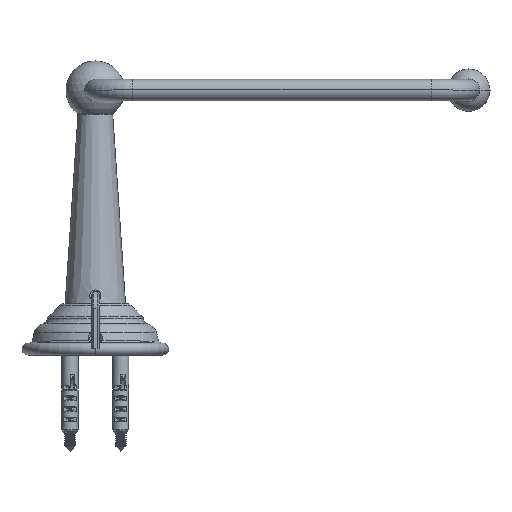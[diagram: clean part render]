
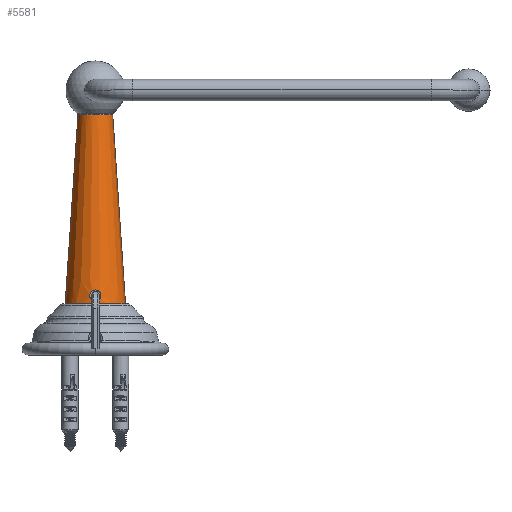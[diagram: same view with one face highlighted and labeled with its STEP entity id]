
A CAD part, top view. The second image highlights one B-rep face of the part: STEP entity #5581.
In plain terms, the highlighted conical face has half-angle 3.873 degrees and reference radius 8.934 mm.
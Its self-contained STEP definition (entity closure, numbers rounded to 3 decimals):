
#5012=CARTESIAN_POINT('',(0.,8.4,11.254));
#5013=CARTESIAN_POINT('',(-0.168,8.4,11.254));
#5014=CARTESIAN_POINT('',(-0.504,8.441,
11.244));
#5015=CARTESIAN_POINT('',(-0.978,8.619,
11.2));
#5016=CARTESIAN_POINT('',(-1.402,8.909,11.134));
#5017=CARTESIAN_POINT('',(-1.745,9.295,11.058));
#5018=CARTESIAN_POINT('',(-1.982,9.745,10.987));
#5019=CARTESIAN_POINT('',(-2.106,10.25,10.928));
#5020=CARTESIAN_POINT('',(-2.105,10.753,10.894));
#5021=CARTESIAN_POINT('',(-1.982,11.254,10.883));
#5022=CARTESIAN_POINT('',(-1.75,11.697,10.893));
#5023=CARTESIAN_POINT('',(-1.409,12.085,10.917));
#5024=CARTESIAN_POINT('',(-0.992,12.374,
10.944));
#5025=CARTESIAN_POINT('',(-0.51,12.559,
10.965));
#5026=CARTESIAN_POINT('',(-0.17,12.6,10.97));
#5027=CARTESIAN_POINT('',(0.,12.6,10.97));
#5029=CARTESIAN_POINT('',(0.,12.6,10.97));
#5030=CARTESIAN_POINT('',(0.171,12.6,10.97));
#5031=CARTESIAN_POINT('',(0.511,12.558,10.965));
#5032=CARTESIAN_POINT('',(0.985,12.377,10.944));
#5033=CARTESIAN_POINT('',(1.407,12.087,10.917));
#5034=CARTESIAN_POINT('',(1.746,11.702,10.893));
#5035=CARTESIAN_POINT('',(1.981,11.257,10.883));
#5036=CARTESIAN_POINT('',(2.105,10.757,10.893));
#5037=CARTESIAN_POINT('',(2.106,10.254,10.928));
#5038=CARTESIAN_POINT('',(1.983,9.748,10.986));
#5039=CARTESIAN_POINT('',(1.748,9.299,11.058));
#5040=CARTESIAN_POINT('',(1.404,8.91,11.134));
#5041=CARTESIAN_POINT('',(0.984,8.622,11.199));
#5042=CARTESIAN_POINT('',(0.502,8.44,11.244));
#5043=CARTESIAN_POINT('',(0.167,8.4,11.254));
#5044=CARTESIAN_POINT('',(0.,8.4,11.254));
#5046=CARTESIAN_POINT('',(0.,78.359,0.));
#5047=DIRECTION('',(0.,1.,0.));
#5048=DIRECTION('',(-1.,0.,0.));
#5049=AXIS2_PLACEMENT_3D('',#5046,#5047,#5048);
#5051=CARTESIAN_POINT('',(0.,7.,0.));
#5052=DIRECTION('',(0.,1.,0.));
#5053=DIRECTION('',(-1.,0.,0.));
#5054=AXIS2_PLACEMENT_3D('',#5051,#5052,#5053);
#5079=DIRECTION('',(-0.068,-0.998,0.));
#5080=VECTOR('',#5079,71.523);
#5081=CARTESIAN_POINT('',(-6.518,78.359,
0.));
#5082=LINE('',#5081,#5080);
#5088=DIRECTION('',(0.068,-0.998,0.));
#5089=VECTOR('',#5088,71.523);
#5090=CARTESIAN_POINT('',(6.518,78.359,
0.));
#5091=LINE('',#5090,#5089);
#5124=CARTESIAN_POINT('',(-11.349,7.,0.));
#5125=CARTESIAN_POINT('',(11.349,7.,0.));
#5126=VERTEX_POINT('',#5124);
#5127=VERTEX_POINT('',#5125);
#5148=VERTEX_POINT('',#5012);
#5149=VERTEX_POINT('',#5027);
#5166=CARTESIAN_POINT('',(6.518,78.359,0.));
#5167=CARTESIAN_POINT('',(-6.518,78.359,0.));
#5168=VERTEX_POINT('',#5166);
#5169=VERTEX_POINT('',#5167);
#5561=CARTESIAN_POINT('',(0.,42.68,0.));
#5562=DIRECTION('',(0.,-1.,0.));
#5563=DIRECTION('',(-1.,0.,0.));
#5564=AXIS2_PLACEMENT_3D('',#5561,#5562,#5563);
#5565=CONICAL_SURFACE('',#5564,8.934,3.873);
#5567=ORIENTED_EDGE('',*,*,#5566,.T.);
#5569=ORIENTED_EDGE('',*,*,#5568,.T.);
#5570=ORIENTED_EDGE('',*,*,#5550,.F.);
#5572=ORIENTED_EDGE('',*,*,#5571,.F.);
#5573=EDGE_LOOP('',(#5567,#5569,#5570,#5572));
#5574=FACE_OUTER_BOUND('',#5573,.F.);
#5576=ORIENTED_EDGE('',*,*,#5575,.F.);
#5578=ORIENTED_EDGE('',*,*,#5577,.F.);
#5579=EDGE_LOOP('',(#5576,#5578));
#5580=FACE_BOUND('',#5579,.F.);
#5581=ADVANCED_FACE('',(#5574,#5580),#5565,.T.);
#5028=B_SPLINE_CURVE_WITH_KNOTS('',3,(#5012,#5013,#5014,#5015,#5016,#5017,#5018,
#5019,#5020,#5021,#5022,#5023,#5024,#5025,#5026,#5027),.UNSPECIFIED.,.F.,.F.,(4,
1,1,1,1,1,1,1,1,1,1,1,1,4),(0.,0.077,0.154,
0.231,0.308,0.385,0.462,
0.538,0.615,0.692,0.769,
0.846,0.923,1.),.UNSPECIFIED.);
#5045=B_SPLINE_CURVE_WITH_KNOTS('',3,(#5029,#5030,#5031,#5032,#5033,#5034,#5035,
#5036,#5037,#5038,#5039,#5040,#5041,#5042,#5043,#5044),.UNSPECIFIED.,.F.,.F.,(4,
1,1,1,1,1,1,1,1,1,1,1,1,4),(0.,0.077,0.154,
0.231,0.308,0.385,0.462,
0.538,0.615,0.692,0.769,
0.846,0.923,1.),.UNSPECIFIED.);
#5050=CIRCLE('',#5049,6.518);
#5055=CIRCLE('',#5054,11.349);
#5550=EDGE_CURVE('',#5126,#5127,#5055,.T.);
#5566=EDGE_CURVE('',#5169,#5168,#5050,.T.);
#5568=EDGE_CURVE('',#5168,#5127,#5091,.T.);
#5571=EDGE_CURVE('',#5169,#5126,#5082,.T.);
#5575=EDGE_CURVE('',#5148,#5149,#5028,.T.);
#5577=EDGE_CURVE('',#5149,#5148,#5045,.T.);
